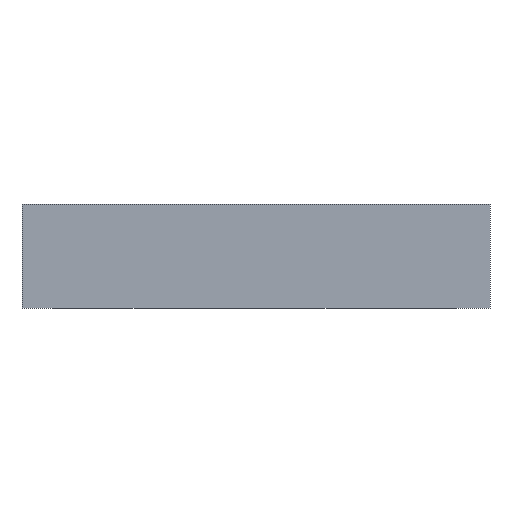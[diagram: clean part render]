
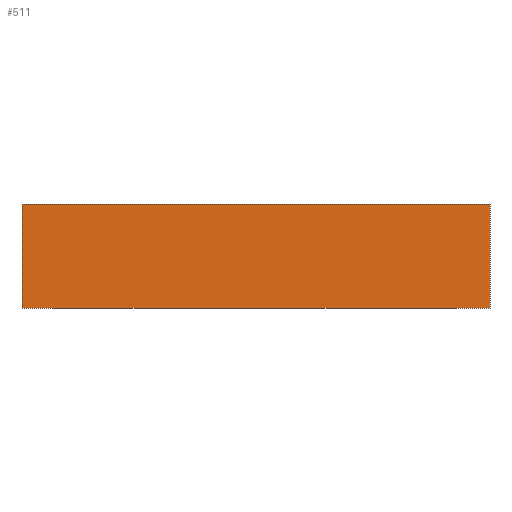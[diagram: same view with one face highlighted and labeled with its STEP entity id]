
A CAD part, front view. The second image highlights one B-rep face of the part: STEP entity #511.
In plain terms, the highlighted planar face has unit normal (0, -1, 0).
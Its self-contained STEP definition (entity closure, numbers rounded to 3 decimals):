
#36 = CARTESIAN_POINT ( 'NONE',  ( 0., 0., 0. ) ) ;
#68 = VERTEX_POINT ( 'NONE', #222 ) ;
#79 = VERTEX_POINT ( 'NONE', #150 ) ;
#119 = DIRECTION ( 'NONE',  ( 1., 0., 0. ) ) ;
#150 = CARTESIAN_POINT ( 'NONE',  ( 45., 0., 0. ) ) ;
#158 = CARTESIAN_POINT ( 'NONE',  ( 0., 0., 10. ) ) ;
#192 = DIRECTION ( 'NONE',  ( 0., 0., -1. ) ) ;
#193 = CARTESIAN_POINT ( 'NONE',  ( 45., 0., 10. ) ) ;
#196 = DIRECTION ( 'NONE',  ( 1., 0., 0. ) ) ;
#197 = DIRECTION ( 'NONE',  ( 0., 0., -1. ) ) ;
#205 = CARTESIAN_POINT ( 'NONE',  ( 0., 0., 10. ) ) ;
#222 = CARTESIAN_POINT ( 'NONE',  ( 0., 0., 10. ) ) ;
#237 = CARTESIAN_POINT ( 'NONE',  ( 0., 0., 0. ) ) ;
#249 = VERTEX_POINT ( 'NONE', #237 ) ;
#283 = VERTEX_POINT ( 'NONE', #442 ) ;
#292 = DIRECTION ( 'NONE',  ( 0., 1., 0. ) ) ;
#293 = DIRECTION ( 'NONE',  ( 0., 0., 1. ) ) ;
#355 = CARTESIAN_POINT ( 'NONE',  ( 0., 0., 10. ) ) ;
#383 = PLANE ( 'NONE',  #1003 ) ;
#442 = CARTESIAN_POINT ( 'NONE',  ( 45., 0., 10. ) ) ;
#511 = ADVANCED_FACE ( 'NONE', ( #714 ), #383, .F. ) ;
#550 = VECTOR ( 'NONE', #119, 1000. ) ;
#573 = LINE ( 'NONE', #158, #589 ) ;
#589 = VECTOR ( 'NONE', #197, 1000. ) ;
#608 = EDGE_LOOP ( 'NONE', ( #908, #937, #893, #768 ) ) ;
#694 = LINE ( 'NONE', #193, #955 ) ;
#714 = FACE_OUTER_BOUND ( 'NONE', #608, .T. ) ;
#733 = LINE ( 'NONE', #36, #973 ) ;
#768 = ORIENTED_EDGE ( 'NONE', *, *, #1032, .T. ) ;
#814 = LINE ( 'NONE', #205, #550 ) ;
#893 = ORIENTED_EDGE ( 'NONE', *, *, #1044, .F. ) ;
#908 = ORIENTED_EDGE ( 'NONE', *, *, #1033, .T. ) ;
#937 = ORIENTED_EDGE ( 'NONE', *, *, #1035, .F. ) ;
#955 = VECTOR ( 'NONE', #192, 1000. ) ;
#973 = VECTOR ( 'NONE', #196, 1000. ) ;
#1003 = AXIS2_PLACEMENT_3D ( 'NONE', #355, #292, #293 ) ;
#1032 = EDGE_CURVE ( 'NONE', #68, #249, #573, .T. ) ;
#1033 = EDGE_CURVE ( 'NONE', #249, #79, #733, .T. ) ;
#1035 = EDGE_CURVE ( 'NONE', #283, #79, #694, .T. ) ;
#1044 = EDGE_CURVE ( 'NONE', #68, #283, #814, .T. ) ;
